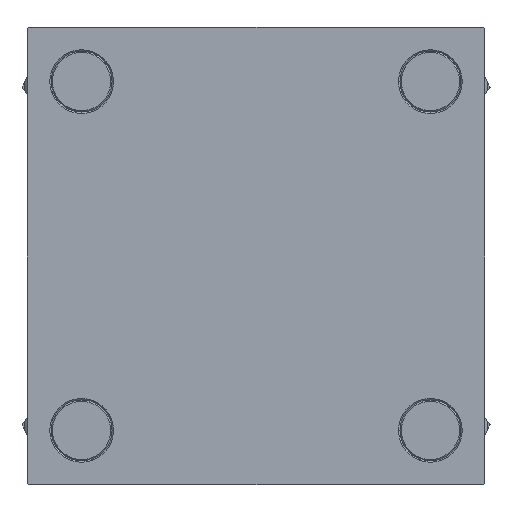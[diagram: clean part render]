
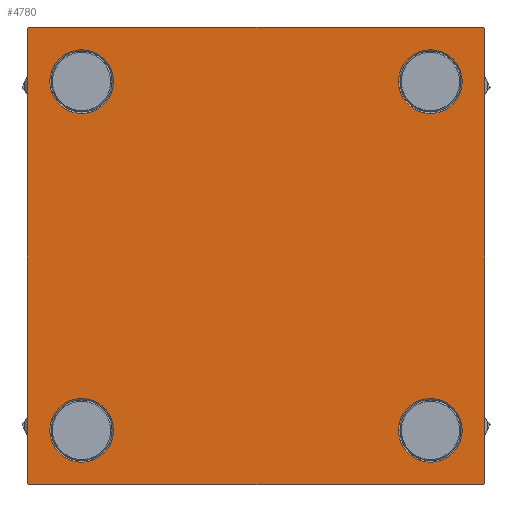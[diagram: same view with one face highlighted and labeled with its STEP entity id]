
A CAD part, left-side view. The second image highlights one B-rep face of the part: STEP entity #4780.
In plain terms, the highlighted planar face has unit normal (-1, 0, 0).
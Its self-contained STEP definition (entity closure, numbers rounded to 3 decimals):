
#772 = ORIENTED_EDGE ( 'NONE', *, *, #20229, .T. ) ;
#862 = AXIS2_PLACEMENT_3D ( 'NONE', #43414, #19957, #42654 ) ;
#1290 = CIRCLE ( 'NONE', #49311, 11.5 ) ;
#1761 = DIRECTION ( 'NONE',  ( 1., 0., 0. ) ) ;
#2274 = ORIENTED_EDGE ( 'NONE', *, *, #28051, .T. ) ;
#2510 = LINE ( 'NONE', #33654, #20441 ) ;
#2542 = EDGE_CURVE ( 'NONE', #3842, #32110, #47230, .T. ) ;
#3127 = FACE_BOUND ( 'NONE', #37850, .T. ) ;
#3836 = CARTESIAN_POINT ( 'NONE',  ( 0., -62.95, -74.45 ) ) ;
#3842 = VERTEX_POINT ( 'NONE', #26102 ) ;
#4454 = CARTESIAN_POINT ( 'NONE',  ( 0., -82., 82.5 ) ) ;
#4780 = ADVANCED_FACE ( 'NONE', ( #49805, #3127, #34775, #7197, #26355 ), #49545, .T. ) ;
#5023 = DIRECTION ( 'NONE',  ( 0., -1., 0. ) ) ;
#5077 = DIRECTION ( 'NONE',  ( 0., 0., -1. ) ) ;
#5541 = CARTESIAN_POINT ( 'NONE',  ( 0., 82.5, 82. ) ) ;
#5596 = CIRCLE ( 'NONE', #19460, 11.5 ) ;
#5744 = CARTESIAN_POINT ( 'NONE',  ( 0., 62.95, 51.45 ) ) ;
#5900 = VERTEX_POINT ( 'NONE', #38293 ) ;
#6057 = CARTESIAN_POINT ( 'NONE',  ( 0., 82.5, 82.5 ) ) ;
#6335 = VERTEX_POINT ( 'NONE', #39897 ) ;
#6947 = EDGE_CURVE ( 'NONE', #30331, #6335, #8948, .T. ) ;
#7118 = DIRECTION ( 'NONE',  ( 0., 0., -1. ) ) ;
#7197 = FACE_BOUND ( 'NONE', #20719, .T. ) ;
#7419 = DIRECTION ( 'NONE',  ( 0., 0.707, -0.707 ) ) ;
#7474 = EDGE_CURVE ( 'NONE', #18618, #14757, #33471, .T. ) ;
#7504 = VERTEX_POINT ( 'NONE', #26859 ) ;
#8479 = VERTEX_POINT ( 'NONE', #4454 ) ;
#8804 = EDGE_LOOP ( 'NONE', ( #21431, #30407 ) ) ;
#8825 = CARTESIAN_POINT ( 'NONE',  ( 0., 62.95, 62.95 ) ) ;
#8948 = CIRCLE ( 'NONE', #46288, 11.5 ) ;
#9503 = CARTESIAN_POINT ( 'NONE',  ( 0., -82.5, 82.5 ) ) ;
#10750 = CARTESIAN_POINT ( 'NONE',  ( 0., -62.95, -62.95 ) ) ;
#11557 = LINE ( 'NONE', #22288, #47295 ) ;
#11779 = EDGE_CURVE ( 'NONE', #5900, #45631, #31170, .T. ) ;
#12118 = CARTESIAN_POINT ( 'NONE',  ( 0., -82.5, -82. ) ) ;
#12158 = AXIS2_PLACEMENT_3D ( 'NONE', #18957, #34012, #41902 ) ;
#13467 = DIRECTION ( 'NONE',  ( 1., 0., 0. ) ) ;
#13883 = EDGE_CURVE ( 'NONE', #14503, #37244, #34190, .T. ) ;
#14244 = DIRECTION ( 'NONE',  ( 0., 0.707, 0.707 ) ) ;
#14325 = VECTOR ( 'NONE', #5077, 1000. ) ;
#14498 = VERTEX_POINT ( 'NONE', #17159 ) ;
#14503 = VERTEX_POINT ( 'NONE', #40364 ) ;
#14757 = VERTEX_POINT ( 'NONE', #34386 ) ;
#15043 = CARTESIAN_POINT ( 'NONE',  ( 0., -62.95, 74.45 ) ) ;
#15861 = EDGE_CURVE ( 'NONE', #39064, #7504, #20793, .T. ) ;
#16066 = VERTEX_POINT ( 'NONE', #40404 ) ;
#16143 = CARTESIAN_POINT ( 'NONE',  ( 0., 62.95, -62.95 ) ) ;
#16236 = LINE ( 'NONE', #27989, #30183 ) ;
#16625 = CIRCLE ( 'NONE', #19113, 11.5 ) ;
#17159 = CARTESIAN_POINT ( 'NONE',  ( 0., -82., -82.5 ) ) ;
#18349 = VECTOR ( 'NONE', #30861, 1000. ) ;
#18355 = AXIS2_PLACEMENT_3D ( 'NONE', #33073, #29244, #25424 ) ;
#18509 = ORIENTED_EDGE ( 'NONE', *, *, #50338, .T. ) ;
#18618 = VERTEX_POINT ( 'NONE', #5744 ) ;
#18957 = CARTESIAN_POINT ( 'NONE',  ( 0., 0., 0. ) ) ;
#19113 = AXIS2_PLACEMENT_3D ( 'NONE', #8825, #21064, #47842 ) ;
#19261 = CARTESIAN_POINT ( 'NONE',  ( 0., -62.95, 62.95 ) ) ;
#19460 = AXIS2_PLACEMENT_3D ( 'NONE', #19261, #41520, #29551 ) ;
#19957 = DIRECTION ( 'NONE',  ( 1., 0., 0. ) ) ;
#20229 = EDGE_CURVE ( 'NONE', #14498, #37244, #35201, .T. ) ;
#20379 = CARTESIAN_POINT ( 'NONE',  ( 0., 82.5, -82. ) ) ;
#20441 = VECTOR ( 'NONE', #14244, 1000. ) ;
#20719 = EDGE_LOOP ( 'NONE', ( #41364, #36736 ) ) ;
#20793 = CIRCLE ( 'NONE', #18355, 11.5 ) ;
#21064 = DIRECTION ( 'NONE',  ( 1., 0., 0. ) ) ;
#21431 = ORIENTED_EDGE ( 'NONE', *, *, #2542, .T. ) ;
#22288 = CARTESIAN_POINT ( 'NONE',  ( 0., 82.25, -82.25 ) ) ;
#22756 = CARTESIAN_POINT ( 'NONE',  ( 0., 82.25, 82.25 ) ) ;
#23002 = VERTEX_POINT ( 'NONE', #20379 ) ;
#23900 = EDGE_LOOP ( 'NONE', ( #37220, #2274 ) ) ;
#23975 = CARTESIAN_POINT ( 'NONE',  ( 0., -62.95, 62.95 ) ) ;
#25424 = DIRECTION ( 'NONE',  ( 0., 0., 1. ) ) ;
#26102 = CARTESIAN_POINT ( 'NONE',  ( 0., 62.95, -51.45 ) ) ;
#26355 = FACE_OUTER_BOUND ( 'NONE', #42121, .T. ) ;
#26372 = DIRECTION ( 'NONE',  ( 0., -0.707, -0.707 ) ) ;
#26859 = CARTESIAN_POINT ( 'NONE',  ( 0., -62.95, -51.45 ) ) ;
#27226 = DIRECTION ( 'NONE',  ( 0., -1., 0. ) ) ;
#27989 = CARTESIAN_POINT ( 'NONE',  ( 0., 82.5, 82.5 ) ) ;
#28051 = EDGE_CURVE ( 'NONE', #6335, #30331, #5596, .T. ) ;
#28642 = DIRECTION ( 'NONE',  ( 1., 0., 0. ) ) ;
#29050 = DIRECTION ( 'NONE',  ( 0., 0., 1. ) ) ;
#29244 = DIRECTION ( 'NONE',  ( 1., 0., 0. ) ) ;
#29551 = DIRECTION ( 'NONE',  ( 0., 0., 1. ) ) ;
#30096 = ORIENTED_EDGE ( 'NONE', *, *, #31986, .T. ) ;
#30183 = VECTOR ( 'NONE', #27226, 1000. ) ;
#30331 = VERTEX_POINT ( 'NONE', #15043 ) ;
#30407 = ORIENTED_EDGE ( 'NONE', *, *, #37612, .T. ) ;
#30411 = DIRECTION ( 'NONE',  ( 1., 0., 0. ) ) ;
#30636 = ORIENTED_EDGE ( 'NONE', *, *, #46468, .T. ) ;
#30861 = DIRECTION ( 'NONE',  ( 0., -0.707, 0.707 ) ) ;
#31170 = LINE ( 'NONE', #22756, #31269 ) ;
#31269 = VECTOR ( 'NONE', #7419, 1000. ) ;
#31986 = EDGE_CURVE ( 'NONE', #23002, #16066, #11557, .T. ) ;
#32079 = LINE ( 'NONE', #48365, #46188 ) ;
#32110 = VERTEX_POINT ( 'NONE', #40606 ) ;
#32566 = AXIS2_PLACEMENT_3D ( 'NONE', #32895, #1761, #41539 ) ;
#32586 = EDGE_CURVE ( 'NONE', #14503, #8479, #2510, .T. ) ;
#32895 = CARTESIAN_POINT ( 'NONE',  ( 0., 62.95, -62.95 ) ) ;
#33073 = CARTESIAN_POINT ( 'NONE',  ( 0., -62.95, -62.95 ) ) ;
#33471 = CIRCLE ( 'NONE', #862, 11.5 ) ;
#33654 = CARTESIAN_POINT ( 'NONE',  ( 0., -82.25, 82.25 ) ) ;
#34012 = DIRECTION ( 'NONE',  ( -1., 0., 0. ) ) ;
#34190 = LINE ( 'NONE', #9503, #46795 ) ;
#34386 = CARTESIAN_POINT ( 'NONE',  ( 0., 62.95, 74.45 ) ) ;
#34775 = FACE_BOUND ( 'NONE', #8804, .T. ) ;
#34807 = ORIENTED_EDGE ( 'NONE', *, *, #15861, .T. ) ;
#35201 = LINE ( 'NONE', #42583, #18349 ) ;
#35471 = EDGE_CURVE ( 'NONE', #5900, #8479, #16236, .T. ) ;
#36736 = ORIENTED_EDGE ( 'NONE', *, *, #7474, .T. ) ;
#37220 = ORIENTED_EDGE ( 'NONE', *, *, #6947, .T. ) ;
#37244 = VERTEX_POINT ( 'NONE', #12118 ) ;
#37612 = EDGE_CURVE ( 'NONE', #32110, #3842, #47326, .T. ) ;
#37850 = EDGE_LOOP ( 'NONE', ( #30636, #34807 ) ) ;
#38293 = CARTESIAN_POINT ( 'NONE',  ( 0., 82., 82.5 ) ) ;
#38573 = DIRECTION ( 'NONE',  ( 0., 0., 1. ) ) ;
#39064 = VERTEX_POINT ( 'NONE', #3836 ) ;
#39269 = ORIENTED_EDGE ( 'NONE', *, *, #13883, .F. ) ;
#39897 = CARTESIAN_POINT ( 'NONE',  ( 0., -62.95, 51.45 ) ) ;
#40364 = CARTESIAN_POINT ( 'NONE',  ( 0., -82.5, 82. ) ) ;
#40404 = CARTESIAN_POINT ( 'NONE',  ( 0., 82., -82.5 ) ) ;
#40606 = CARTESIAN_POINT ( 'NONE',  ( 0., 62.95, -74.45 ) ) ;
#41364 = ORIENTED_EDGE ( 'NONE', *, *, #44055, .T. ) ;
#41520 = DIRECTION ( 'NONE',  ( 1., 0., 0. ) ) ;
#41539 = DIRECTION ( 'NONE',  ( 0., 0., 1. ) ) ;
#41902 = DIRECTION ( 'NONE',  ( 0., 0., 1. ) ) ;
#42121 = EDGE_LOOP ( 'NONE', ( #48974, #30096, #18509, #772, #39269, #47392, #49376, #50279 ) ) ;
#42583 = CARTESIAN_POINT ( 'NONE',  ( 0., -82.25, -82.25 ) ) ;
#42654 = DIRECTION ( 'NONE',  ( 0., 0., 1. ) ) ;
#43414 = CARTESIAN_POINT ( 'NONE',  ( 0., 62.95, 62.95 ) ) ;
#43673 = DIRECTION ( 'NONE',  ( 0., 0., 1. ) ) ;
#44055 = EDGE_CURVE ( 'NONE', #14757, #18618, #16625, .T. ) ;
#44589 = LINE ( 'NONE', #6057, #14325 ) ;
#45631 = VERTEX_POINT ( 'NONE', #5541 ) ;
#46188 = VECTOR ( 'NONE', #5023, 1000. ) ;
#46288 = AXIS2_PLACEMENT_3D ( 'NONE', #23975, #13467, #29050 ) ;
#46468 = EDGE_CURVE ( 'NONE', #7504, #39064, #1290, .T. ) ;
#46522 = AXIS2_PLACEMENT_3D ( 'NONE', #16143, #28642, #43673 ) ;
#46795 = VECTOR ( 'NONE', #7118, 1000. ) ;
#47230 = CIRCLE ( 'NONE', #32566, 11.5 ) ;
#47295 = VECTOR ( 'NONE', #26372, 1000. ) ;
#47326 = CIRCLE ( 'NONE', #46522, 11.5 ) ;
#47392 = ORIENTED_EDGE ( 'NONE', *, *, #32586, .T. ) ;
#47842 = DIRECTION ( 'NONE',  ( 0., 0., 1. ) ) ;
#48220 = EDGE_CURVE ( 'NONE', #45631, #23002, #44589, .T. ) ;
#48365 = CARTESIAN_POINT ( 'NONE',  ( 0., 82.5, -82.5 ) ) ;
#48974 = ORIENTED_EDGE ( 'NONE', *, *, #48220, .T. ) ;
#49311 = AXIS2_PLACEMENT_3D ( 'NONE', #10750, #30411, #38573 ) ;
#49376 = ORIENTED_EDGE ( 'NONE', *, *, #35471, .F. ) ;
#49545 = PLANE ( 'NONE',  #12158 ) ;
#49805 = FACE_BOUND ( 'NONE', #23900, .T. ) ;
#50279 = ORIENTED_EDGE ( 'NONE', *, *, #11779, .T. ) ;
#50338 = EDGE_CURVE ( 'NONE', #16066, #14498, #32079, .T. ) ;
